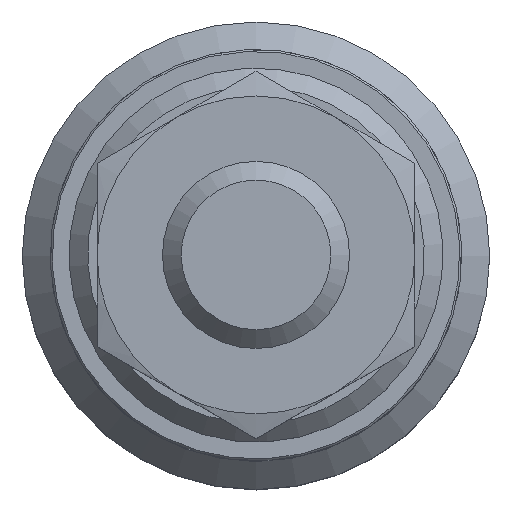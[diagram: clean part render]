
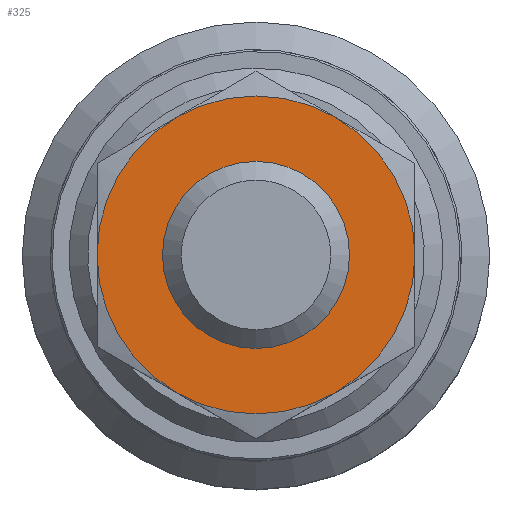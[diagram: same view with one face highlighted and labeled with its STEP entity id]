
A CAD part, top view. The second image highlights one B-rep face of the part: STEP entity #325.
In plain terms, the highlighted planar face has unit normal (0, 0, 1).
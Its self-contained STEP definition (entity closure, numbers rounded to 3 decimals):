
#325=ADVANCED_FACE('PFP_1',(#429,#430),#364,.T.);
#364=PLANE('',#1290);
#429=FACE_BOUND('',#523,.T.);
#430=FACE_BOUND('',#524,.T.);
#523=EDGE_LOOP('',(#774));
#524=EDGE_LOOP('',(#775,#776,#777,#778,#779,#780));
#774=ORIENTED_EDGE('',*,*,#1076,.T.);
#775=ORIENTED_EDGE('',*,*,#1077,.T.);
#776=ORIENTED_EDGE('',*,*,#1078,.T.);
#777=ORIENTED_EDGE('',*,*,#1079,.T.);
#778=ORIENTED_EDGE('',*,*,#1080,.T.);
#779=ORIENTED_EDGE('',*,*,#1081,.T.);
#780=ORIENTED_EDGE('',*,*,#1082,.T.);
#939=VERTEX_POINT('',#2479);
#940=VERTEX_POINT('',#2482);
#941=VERTEX_POINT('',#2483);
#942=VERTEX_POINT('',#2485);
#943=VERTEX_POINT('',#2487);
#944=VERTEX_POINT('',#2489);
#945=VERTEX_POINT('',#2491);
#1076=EDGE_CURVE('',#939,#939,#1166,.T.);
#1077=EDGE_CURVE('',#940,#941,#1167,.T.);
#1078=EDGE_CURVE('',#941,#942,#1168,.T.);
#1079=EDGE_CURVE('',#942,#943,#1169,.T.);
#1080=EDGE_CURVE('',#943,#944,#1170,.T.);
#1081=EDGE_CURVE('',#944,#945,#1171,.T.);
#1082=EDGE_CURVE('',#945,#940,#1172,.T.);
#1166=CIRCLE('',#1282,5.);
#1167=CIRCLE('',#1284,8.5);
#1168=CIRCLE('',#1285,8.5);
#1169=CIRCLE('',#1286,8.5);
#1170=CIRCLE('',#1287,8.5);
#1171=CIRCLE('',#1288,8.5);
#1172=CIRCLE('',#1289,8.5);
#1282=AXIS2_PLACEMENT_3D('',#2478,#1547,#1548);
#1284=AXIS2_PLACEMENT_3D('',#2481,#1551,#1552);
#1285=AXIS2_PLACEMENT_3D('',#2484,#1553,#1554);
#1286=AXIS2_PLACEMENT_3D('',#2486,#1555,#1556);
#1287=AXIS2_PLACEMENT_3D('',#2488,#1557,#1558);
#1288=AXIS2_PLACEMENT_3D('',#2490,#1559,#1560);
#1289=AXIS2_PLACEMENT_3D('',#2492,#1561,#1562);
#1290=AXIS2_PLACEMENT_3D('',#2493,#1563,#1564);
#1547=DIRECTION('',(0.,0.,-1.));
#1548=DIRECTION('',(1.,0.,0.));
#1551=DIRECTION('',(0.,0.,1.));
#1552=DIRECTION('',(-1.,0.,0.));
#1553=DIRECTION('',(0.,0.,1.));
#1554=DIRECTION('',(-1.,0.,0.));
#1555=DIRECTION('',(0.,0.,1.));
#1556=DIRECTION('',(-1.,0.,0.));
#1557=DIRECTION('',(0.,0.,1.));
#1558=DIRECTION('',(-1.,0.,0.));
#1559=DIRECTION('',(0.,0.,1.));
#1560=DIRECTION('',(-1.,0.,0.));
#1561=DIRECTION('',(0.,0.,1.));
#1562=DIRECTION('',(-1.,0.,0.));
#1563=DIRECTION('',(0.,0.,1.));
#1564=DIRECTION('',(1.,0.,0.));
#2478=CARTESIAN_POINT('',(0.,0.,38.));
#2479=CARTESIAN_POINT('',(5.,0.,38.));
#2481=CARTESIAN_POINT('',(0.,0.,38.));
#2482=CARTESIAN_POINT('',(-8.5,0.,38.));
#2483=CARTESIAN_POINT('',(-4.25,-7.361,38.));
#2484=CARTESIAN_POINT('',(0.,0.,38.));
#2485=CARTESIAN_POINT('',(4.25,-7.361,38.));
#2486=CARTESIAN_POINT('',(0.,0.,38.));
#2487=CARTESIAN_POINT('',(8.5,0.,38.));
#2488=CARTESIAN_POINT('',(0.,0.,38.));
#2489=CARTESIAN_POINT('',(4.25,7.361,38.));
#2490=CARTESIAN_POINT('',(0.,0.,38.));
#2491=CARTESIAN_POINT('',(-4.25,7.361,38.));
#2492=CARTESIAN_POINT('',(0.,0.,38.));
#2493=CARTESIAN_POINT('',(0.,0.,38.));
